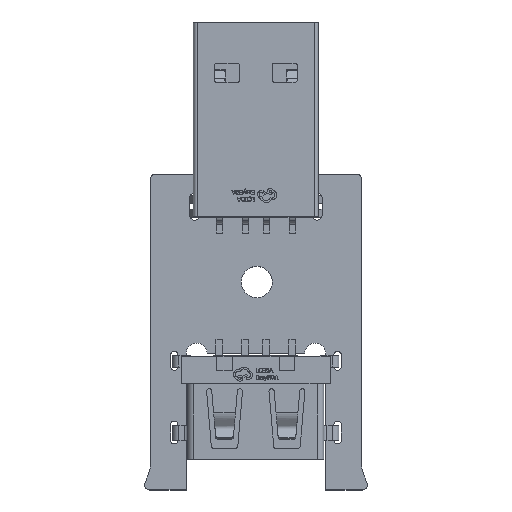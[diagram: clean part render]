
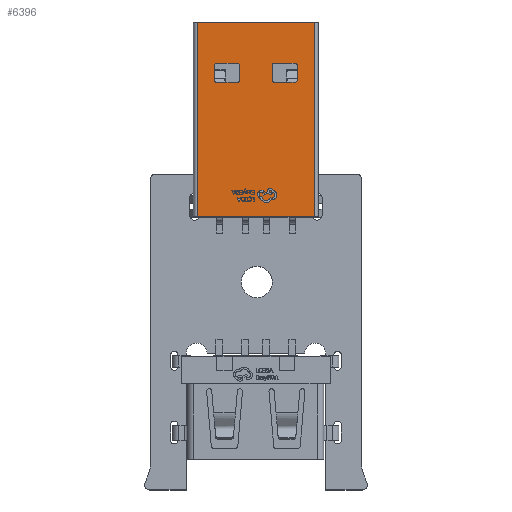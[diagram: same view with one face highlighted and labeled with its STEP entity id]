
A CAD part, top view. The second image highlights one B-rep face of the part: STEP entity #6396.
In plain terms, the highlighted planar face has unit normal (0, 0, 1).
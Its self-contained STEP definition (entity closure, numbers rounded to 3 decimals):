
#6180 = VERTEX_POINT('',#6181);
#6181 = CARTESIAN_POINT('',(5.65,-9.375,2.25));
#6188 = EDGE_CURVE('',#6180,#6189,#6191,.T.);
#6189 = VERTEX_POINT('',#6190);
#6190 = CARTESIAN_POINT('',(-5.65,-9.375,2.25));
#6191 = LINE('',#6192,#6193);
#6192 = CARTESIAN_POINT('',(-5.65,-9.375,2.25));
#6193 = VECTOR('',#6194,1.);
#6194 = DIRECTION('',(-1.,0.,0.));
#6313 = VERTEX_POINT('',#6314);
#6314 = CARTESIAN_POINT('',(-5.65,9.375,2.25));
#6321 = EDGE_CURVE('',#6322,#6313,#6324,.T.);
#6322 = VERTEX_POINT('',#6323);
#6323 = CARTESIAN_POINT('',(5.65,9.375,2.25));
#6324 = LINE('',#6325,#6326);
#6325 = CARTESIAN_POINT('',(-5.65,9.375,2.25));
#6326 = VECTOR('',#6327,1.);
#6327 = DIRECTION('',(-1.,0.,0.));
#6384 = EDGE_CURVE('',#6180,#6322,#6385,.T.);
#6385 = LINE('',#6386,#6387);
#6386 = CARTESIAN_POINT('',(5.65,-9.375,2.25));
#6387 = VECTOR('',#6388,1.);
#6388 = DIRECTION('',(-0.,1.,0.));
#6396 = ADVANCED_FACE('',(#6397,#6467,#6478),#6548,.F.);
#6397 = FACE_BOUND('',#6398,.T.);
#6398 = EDGE_LOOP('',(#6399,#6409,#6418,#6426,#6435,#6443,#6452,#6460));
#6399 = ORIENTED_EDGE('',*,*,#6400,.T.);
#6400 = EDGE_CURVE('',#6401,#6403,#6405,.T.);
#6401 = VERTEX_POINT('',#6402);
#6402 = CARTESIAN_POINT('',(3.774,-5.428,2.25));
#6403 = VERTEX_POINT('',#6404);
#6404 = CARTESIAN_POINT('',(1.778,-5.428,2.25));
#6405 = LINE('',#6406,#6407);
#6406 = CARTESIAN_POINT('',(-5.65,-5.428,2.25));
#6407 = VECTOR('',#6408,1.);
#6408 = DIRECTION('',(-1.,-0.,0.));
#6409 = ORIENTED_EDGE('',*,*,#6410,.T.);
#6410 = EDGE_CURVE('',#6403,#6411,#6413,.T.);
#6411 = VERTEX_POINT('',#6412);
#6412 = CARTESIAN_POINT('',(1.578,-5.228,2.25));
#6413 = CIRCLE('',#6414,0.2);
#6414 = AXIS2_PLACEMENT_3D('',#6415,#6416,#6417);
#6415 = CARTESIAN_POINT('',(1.778,-5.228,2.25));
#6416 = DIRECTION('',(0.,0.,-1.));
#6417 = DIRECTION('',(0.,1.,0.));
#6418 = ORIENTED_EDGE('',*,*,#6419,.T.);
#6419 = EDGE_CURVE('',#6411,#6420,#6422,.T.);
#6420 = VERTEX_POINT('',#6421);
#6421 = CARTESIAN_POINT('',(1.578,-3.782,2.25));
#6422 = LINE('',#6423,#6424);
#6423 = CARTESIAN_POINT('',(1.578,-9.375,2.25));
#6424 = VECTOR('',#6425,1.);
#6425 = DIRECTION('',(0.,1.,0.));
#6426 = ORIENTED_EDGE('',*,*,#6427,.T.);
#6427 = EDGE_CURVE('',#6420,#6428,#6430,.T.);
#6428 = VERTEX_POINT('',#6429);
#6429 = CARTESIAN_POINT('',(1.778,-3.582,2.25));
#6430 = CIRCLE('',#6431,0.2);
#6431 = AXIS2_PLACEMENT_3D('',#6432,#6433,#6434);
#6432 = CARTESIAN_POINT('',(1.778,-3.782,2.25));
#6433 = DIRECTION('',(0.,0.,-1.));
#6434 = DIRECTION('',(0.,1.,0.));
#6435 = ORIENTED_EDGE('',*,*,#6436,.T.);
#6436 = EDGE_CURVE('',#6428,#6437,#6439,.T.);
#6437 = VERTEX_POINT('',#6438);
#6438 = CARTESIAN_POINT('',(3.774,-3.582,2.25));
#6439 = LINE('',#6440,#6441);
#6440 = CARTESIAN_POINT('',(-5.65,-3.582,2.25));
#6441 = VECTOR('',#6442,1.);
#6442 = DIRECTION('',(1.,0.,0.));
#6443 = ORIENTED_EDGE('',*,*,#6444,.T.);
#6444 = EDGE_CURVE('',#6437,#6445,#6447,.T.);
#6445 = VERTEX_POINT('',#6446);
#6446 = CARTESIAN_POINT('',(3.974,-3.782,2.25));
#6447 = CIRCLE('',#6448,0.2);
#6448 = AXIS2_PLACEMENT_3D('',#6449,#6450,#6451);
#6449 = CARTESIAN_POINT('',(3.774,-3.782,2.25));
#6450 = DIRECTION('',(0.,0.,-1.));
#6451 = DIRECTION('',(0.,1.,0.));
#6452 = ORIENTED_EDGE('',*,*,#6453,.T.);
#6453 = EDGE_CURVE('',#6445,#6454,#6456,.T.);
#6454 = VERTEX_POINT('',#6455);
#6455 = CARTESIAN_POINT('',(3.974,-5.228,2.25));
#6456 = LINE('',#6457,#6458);
#6457 = CARTESIAN_POINT('',(3.974,-9.375,2.25));
#6458 = VECTOR('',#6459,1.);
#6459 = DIRECTION('',(0.,-1.,0.));
#6460 = ORIENTED_EDGE('',*,*,#6461,.T.);
#6461 = EDGE_CURVE('',#6454,#6401,#6462,.T.);
#6462 = CIRCLE('',#6463,0.2);
#6463 = AXIS2_PLACEMENT_3D('',#6464,#6465,#6466);
#6464 = CARTESIAN_POINT('',(3.774,-5.228,2.25));
#6465 = DIRECTION('',(0.,0.,-1.));
#6466 = DIRECTION('',(0.,1.,0.));
#6467 = FACE_BOUND('',#6468,.T.);
#6468 = EDGE_LOOP('',(#6469,#6470,#6476,#6477));
#6469 = ORIENTED_EDGE('',*,*,#6321,.T.);
#6470 = ORIENTED_EDGE('',*,*,#6471,.F.);
#6471 = EDGE_CURVE('',#6189,#6313,#6472,.T.);
#6472 = LINE('',#6473,#6474);
#6473 = CARTESIAN_POINT('',(-5.65,-9.375,2.25));
#6474 = VECTOR('',#6475,1.);
#6475 = DIRECTION('',(0.,1.,0.));
#6476 = ORIENTED_EDGE('',*,*,#6188,.F.);
#6477 = ORIENTED_EDGE('',*,*,#6384,.T.);
#6478 = FACE_BOUND('',#6479,.T.);
#6479 = EDGE_LOOP('',(#6480,#6490,#6499,#6507,#6516,#6524,#6533,#6541));
#6480 = ORIENTED_EDGE('',*,*,#6481,.F.);
#6481 = EDGE_CURVE('',#6482,#6484,#6486,.T.);
#6482 = VERTEX_POINT('',#6483);
#6483 = CARTESIAN_POINT('',(-3.774,-5.428,2.25));
#6484 = VERTEX_POINT('',#6485);
#6485 = CARTESIAN_POINT('',(-1.778,-5.428,2.25));
#6486 = LINE('',#6487,#6488);
#6487 = CARTESIAN_POINT('',(5.65,-5.428,2.25));
#6488 = VECTOR('',#6489,1.);
#6489 = DIRECTION('',(1.,0.,0.));
#6490 = ORIENTED_EDGE('',*,*,#6491,.F.);
#6491 = EDGE_CURVE('',#6492,#6482,#6494,.T.);
#6492 = VERTEX_POINT('',#6493);
#6493 = CARTESIAN_POINT('',(-3.974,-5.228,2.25));
#6494 = CIRCLE('',#6495,0.2);
#6495 = AXIS2_PLACEMENT_3D('',#6496,#6497,#6498);
#6496 = CARTESIAN_POINT('',(-3.774,-5.228,2.25));
#6497 = DIRECTION('',(0.,0.,1.));
#6498 = DIRECTION('',(0.,1.,0.));
#6499 = ORIENTED_EDGE('',*,*,#6500,.F.);
#6500 = EDGE_CURVE('',#6501,#6492,#6503,.T.);
#6501 = VERTEX_POINT('',#6502);
#6502 = CARTESIAN_POINT('',(-3.974,-3.782,2.25));
#6503 = LINE('',#6504,#6505);
#6504 = CARTESIAN_POINT('',(-3.974,-9.375,2.25));
#6505 = VECTOR('',#6506,1.);
#6506 = DIRECTION('',(0.,-1.,0.));
#6507 = ORIENTED_EDGE('',*,*,#6508,.F.);
#6508 = EDGE_CURVE('',#6509,#6501,#6511,.T.);
#6509 = VERTEX_POINT('',#6510);
#6510 = CARTESIAN_POINT('',(-3.774,-3.582,2.25));
#6511 = CIRCLE('',#6512,0.2);
#6512 = AXIS2_PLACEMENT_3D('',#6513,#6514,#6515);
#6513 = CARTESIAN_POINT('',(-3.774,-3.782,2.25));
#6514 = DIRECTION('',(0.,0.,1.));
#6515 = DIRECTION('',(0.,1.,0.));
#6516 = ORIENTED_EDGE('',*,*,#6517,.F.);
#6517 = EDGE_CURVE('',#6518,#6509,#6520,.T.);
#6518 = VERTEX_POINT('',#6519);
#6519 = CARTESIAN_POINT('',(-1.778,-3.582,2.25));
#6520 = LINE('',#6521,#6522);
#6521 = CARTESIAN_POINT('',(5.65,-3.582,2.25));
#6522 = VECTOR('',#6523,1.);
#6523 = DIRECTION('',(-1.,-0.,0.));
#6524 = ORIENTED_EDGE('',*,*,#6525,.F.);
#6525 = EDGE_CURVE('',#6526,#6518,#6528,.T.);
#6526 = VERTEX_POINT('',#6527);
#6527 = CARTESIAN_POINT('',(-1.578,-3.782,2.25));
#6528 = CIRCLE('',#6529,0.2);
#6529 = AXIS2_PLACEMENT_3D('',#6530,#6531,#6532);
#6530 = CARTESIAN_POINT('',(-1.778,-3.782,2.25));
#6531 = DIRECTION('',(0.,0.,1.));
#6532 = DIRECTION('',(0.,1.,0.));
#6533 = ORIENTED_EDGE('',*,*,#6534,.F.);
#6534 = EDGE_CURVE('',#6535,#6526,#6537,.T.);
#6535 = VERTEX_POINT('',#6536);
#6536 = CARTESIAN_POINT('',(-1.578,-5.228,2.25));
#6537 = LINE('',#6538,#6539);
#6538 = CARTESIAN_POINT('',(-1.578,-9.375,2.25));
#6539 = VECTOR('',#6540,1.);
#6540 = DIRECTION('',(0.,1.,0.));
#6541 = ORIENTED_EDGE('',*,*,#6542,.F.);
#6542 = EDGE_CURVE('',#6484,#6535,#6543,.T.);
#6543 = CIRCLE('',#6544,0.2);
#6544 = AXIS2_PLACEMENT_3D('',#6545,#6546,#6547);
#6545 = CARTESIAN_POINT('',(-1.778,-5.228,2.25));
#6546 = DIRECTION('',(0.,0.,1.));
#6547 = DIRECTION('',(0.,1.,0.));
#6548 = PLANE('',#6549);
#6549 = AXIS2_PLACEMENT_3D('',#6550,#6551,#6552);
#6550 = CARTESIAN_POINT('',(-5.65,-9.375,2.25));
#6551 = DIRECTION('',(0.,0.,-1.));
#6552 = DIRECTION('',(0.,1.,0.));
